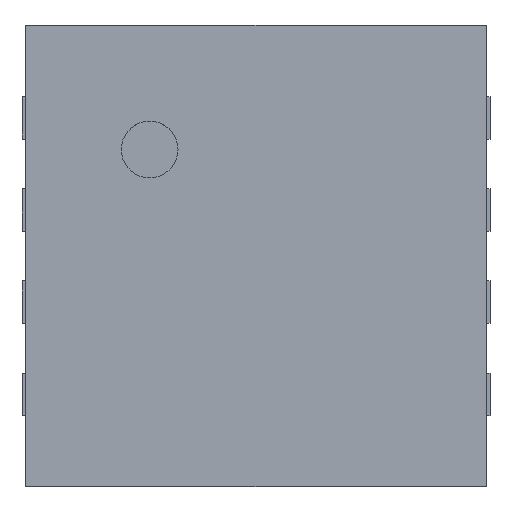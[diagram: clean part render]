
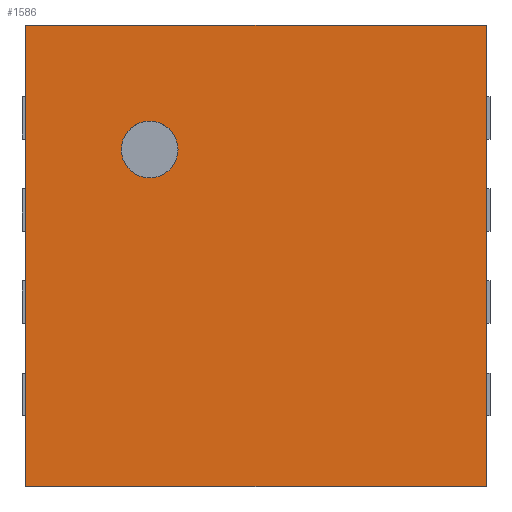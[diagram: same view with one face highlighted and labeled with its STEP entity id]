
A CAD part, top view. The second image highlights one B-rep face of the part: STEP entity #1586.
In plain terms, the highlighted planar face has unit normal (0, 0, 1).
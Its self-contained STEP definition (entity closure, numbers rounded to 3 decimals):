
#881 = VERTEX_POINT('',#882);
#882 = CARTESIAN_POINT('',(1.625,1.625,0.8));
#888 = EDGE_CURVE('',#881,#889,#891,.T.);
#889 = VERTEX_POINT('',#890);
#890 = CARTESIAN_POINT('',(1.625,-1.625,0.8));
#891 = LINE('',#892,#893);
#892 = CARTESIAN_POINT('',(1.625,1.625,0.8));
#893 = VECTOR('',#894,1.);
#894 = DIRECTION('',(0.,-1.,0.));
#974 = VERTEX_POINT('',#975);
#975 = CARTESIAN_POINT('',(-1.625,-1.625,0.8));
#983 = EDGE_CURVE('',#974,#889,#984,.T.);
#984 = LINE('',#985,#986);
#985 = CARTESIAN_POINT('',(-1.625,-1.625,0.8));
#986 = VECTOR('',#987,1.);
#987 = DIRECTION('',(1.,0.,0.));
#999 = VERTEX_POINT('',#1000);
#1000 = CARTESIAN_POINT('',(-1.625,1.625,0.8));
#1006 = EDGE_CURVE('',#999,#974,#1007,.T.);
#1007 = LINE('',#1008,#1009);
#1008 = CARTESIAN_POINT('',(-1.625,1.625,0.8));
#1009 = VECTOR('',#1010,1.);
#1010 = DIRECTION('',(0.,-1.,0.));
#1504 = EDGE_CURVE('',#999,#881,#1505,.T.);
#1505 = LINE('',#1506,#1507);
#1506 = CARTESIAN_POINT('',(-1.625,1.625,0.8));
#1507 = VECTOR('',#1508,1.);
#1508 = DIRECTION('',(1.,0.,0.));
#1586 = ADVANCED_FACE('',(#1587,#1593),#1604,.T.);
#1587 = FACE_BOUND('',#1588,.T.);
#1588 = EDGE_LOOP('',(#1589,#1590,#1591,#1592));
#1589 = ORIENTED_EDGE('',*,*,#1504,.F.);
#1590 = ORIENTED_EDGE('',*,*,#1006,.T.);
#1591 = ORIENTED_EDGE('',*,*,#983,.T.);
#1592 = ORIENTED_EDGE('',*,*,#888,.F.);
#1593 = FACE_BOUND('',#1594,.T.);
#1594 = EDGE_LOOP('',(#1595));
#1595 = ORIENTED_EDGE('',*,*,#1596,.T.);
#1596 = EDGE_CURVE('',#1597,#1597,#1599,.T.);
#1597 = VERTEX_POINT('',#1598);
#1598 = CARTESIAN_POINT('',(-0.75,0.55,0.8));
#1599 = CIRCLE('',#1600,0.2);
#1600 = AXIS2_PLACEMENT_3D('',#1601,#1602,#1603);
#1601 = CARTESIAN_POINT('',(-0.75,0.75,0.8));
#1602 = DIRECTION('',(-0.,0.,-1.));
#1603 = DIRECTION('',(0.,-1.,0.));
#1604 = PLANE('',#1605);
#1605 = AXIS2_PLACEMENT_3D('',#1606,#1607,#1608);
#1606 = CARTESIAN_POINT('',(-1.625,1.625,0.8));
#1607 = DIRECTION('',(0.,0.,1.));
#1608 = DIRECTION('',(0.,-1.,0.));
